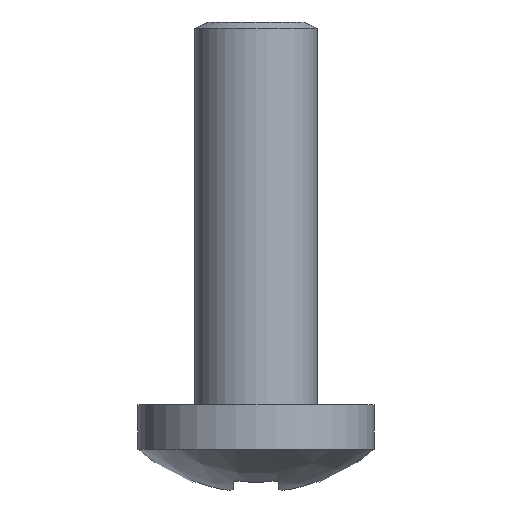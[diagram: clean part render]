
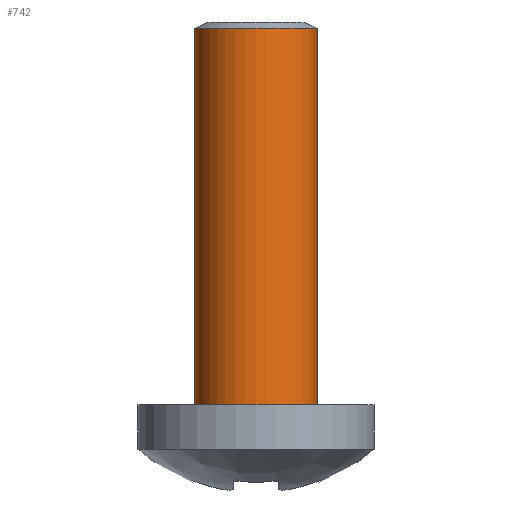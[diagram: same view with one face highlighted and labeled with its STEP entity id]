
A CAD part, left-side view. The second image highlights one B-rep face of the part: STEP entity #742.
In plain terms, the highlighted cylindrical face has radius 0.762 mm (diameter 1.524 mm), a full revolution.
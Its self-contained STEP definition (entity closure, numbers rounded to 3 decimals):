
#189=CYLINDRICAL_SURFACE('',#793,0.762);
#194=FACE_BOUND('',#252,.T.);
#204=FACE_OUTER_BOUND('',#251,.T.);
#251=EDGE_LOOP('',(#529));
#252=EDGE_LOOP('',(#530));
#305=CIRCLE('',#791,0.762);
#307=CIRCLE('',#794,0.762);
#347=VERTEX_POINT('',#1122);
#349=VERTEX_POINT('',#1127);
#421=EDGE_CURVE('',#347,#347,#305,.T.);
#423=EDGE_CURVE('',#349,#349,#307,.T.);
#529=ORIENTED_EDGE('',*,*,#423,.F.);
#530=ORIENTED_EDGE('',*,*,#421,.F.);
#742=ADVANCED_FACE('',(#204,#194),#189,.T.);
#791=AXIS2_PLACEMENT_3D('',#1123,#882,#883);
#793=AXIS2_PLACEMENT_3D('',#1126,#886,#887);
#794=AXIS2_PLACEMENT_3D('',#1128,#888,#889);
#882=DIRECTION('center_axis',(0.,0.,1.));
#883=DIRECTION('ref_axis',(-1.,0.,0.));
#886=DIRECTION('center_axis',(0.,0.,-1.));
#887=DIRECTION('ref_axis',(1.,0.,0.));
#888=DIRECTION('center_axis',(0.,0.,
-1.));
#889=DIRECTION('ref_axis',(1.,0.,0.));
#1122=CARTESIAN_POINT('',(-2.818,0.,3.095));
#1123=CARTESIAN_POINT('Origin',(-3.58,0.,3.095));
#1126=CARTESIAN_POINT('Origin',(-3.58,0.,0.83));
#1127=CARTESIAN_POINT('',(-4.342,0.,-1.6));
#1128=CARTESIAN_POINT('Origin',(-3.58,0.,-1.6));
